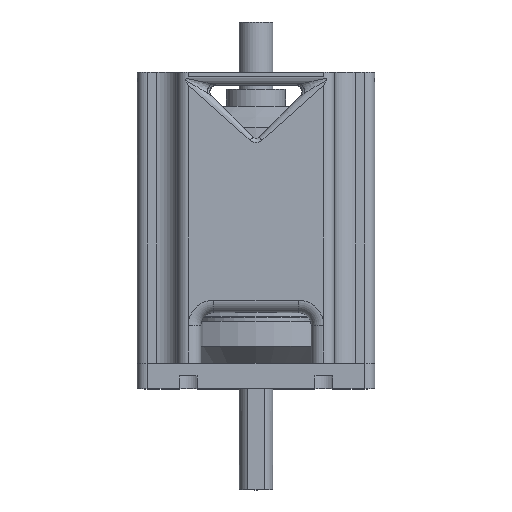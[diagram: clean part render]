
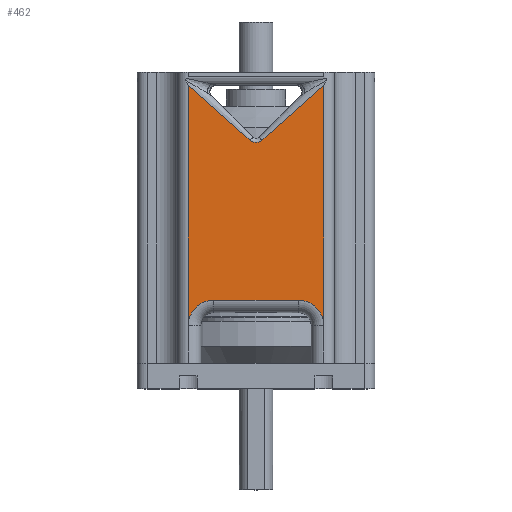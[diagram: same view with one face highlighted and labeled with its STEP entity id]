
A CAD part, top view. The second image highlights one B-rep face of the part: STEP entity #462.
In plain terms, the highlighted planar face has unit normal (0, 0, 1).
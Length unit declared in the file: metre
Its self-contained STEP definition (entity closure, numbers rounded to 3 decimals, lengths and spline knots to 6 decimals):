
#462 = ADVANCED_FACE( '', ( #1118 ), #1119, .F. );
#1118 = FACE_OUTER_BOUND( '', #3197, .T. );
#1119 = PLANE( '', #3198 );
#3197 = EDGE_LOOP( '', ( #9024, #9025, #9026, #9027, #9028, #9029, #9030, #9031 ) );
#3198 = AXIS2_PLACEMENT_3D( '', #9032, #9033, #9034 );
#9024 = ORIENTED_EDGE( '', *, *, #10895, .T. );
#9025 = ORIENTED_EDGE( '', *, *, #10896, .T. );
#9026 = ORIENTED_EDGE( '', *, *, #10897, .F. );
#9027 = ORIENTED_EDGE( '', *, *, #10806, .T. );
#9028 = ORIENTED_EDGE( '', *, *, #10898, .T. );
#9029 = ORIENTED_EDGE( '', *, *, #10899, .T. );
#9030 = ORIENTED_EDGE( '', *, *, #10885, .T. );
#9031 = ORIENTED_EDGE( '', *, *, #10900, .T. );
#9032 = CARTESIAN_POINT( '', ( 0.008035, 0.264327, 0.0282 ) );
#9033 = DIRECTION( '', ( 0., 0., -1. ) );
#9034 = DIRECTION( '', ( -1., 0., 0. ) );
#10806 = EDGE_CURVE( '', #11877, #11882, #11884, .F. );
#10885 = EDGE_CURVE( '', #11993, #11531, #12007, .T. );
#10895 = EDGE_CURVE( '', #12023, #12024, #12025, .F. );
#10896 = EDGE_CURVE( '', #12024, #12026, #12027, .T. );
#10897 = EDGE_CURVE( '', #11877, #12026, #12028, .T. );
#10898 = EDGE_CURVE( '', #11882, #12029, #12030, .T. );
#10899 = EDGE_CURVE( '', #12029, #11993, #12031, .F. );
#10900 = EDGE_CURVE( '', #11531, #12023, #12032, .T. );
#11531 = VERTEX_POINT( '', #13146 );
#11877 = VERTEX_POINT( '', #14227 );
#11882 = VERTEX_POINT( '', #14270 );
#11884 = B_SPLINE_CURVE_WITH_KNOTS( '', 3, ( #14272, #14273, #14274, #14275, #14276, #14277, #14278 ), .UNSPECIFIED., .F., .F., ( 4, 3, 4 ), ( 0.076081, 0.836889, 0.926767 ), .UNSPECIFIED. );
#11993 = VERTEX_POINT( '', #14538 );
#12007 = LINE( '', #14588, #14589 );
#12023 = VERTEX_POINT( '', #14605 );
#12024 = VERTEX_POINT( '', #14606 );
#12025 = LINE( '', #14607, #14608 );
#12026 = VERTEX_POINT( '', #14609 );
#12027 = CIRCLE( '', #14610, 0.006 );
#12028 = LINE( '', #14611, #14612 );
#12029 = VERTEX_POINT( '', #14613 );
#12030 = CIRCLE( '', #14614, 0.002 );
#12031 = B_SPLINE_CURVE_WITH_KNOTS( '', 3, ( #14615, #14616, #14617, #14618, #14619, #14620, #14621 ), .UNSPECIFIED., .F., .F., ( 4, 3, 4 ), ( 0.073233, 0.163111, 0.923919 ), .UNSPECIFIED. );
#12032 = CIRCLE( '', #14622, 0.006 );
#13146 = CARTESIAN_POINT( '', ( -0.01607, 0.009, 0.0282 ) );
#14227 = CARTESIAN_POINT( '', ( 0.01607, 0.065921, 0.0282 ) );
#14270 = CARTESIAN_POINT( '', ( 0.001414, 0.05293, 0.0282 ) );
#14272 = CARTESIAN_POINT( '', ( 0.001414, 0.05293, 0.0282 ) );
#14273 = CARTESIAN_POINT( '', ( 0.005535, 0.057051, 0.0282 ) );
#14274 = CARTESIAN_POINT( '', ( 0.01001, 0.060818, 0.0282 ) );
#14275 = CARTESIAN_POINT( '', ( 0.014484, 0.064586, 0.0282 ) );
#14276 = CARTESIAN_POINT( '', ( 0.015013, 0.065031, 0.0282 ) );
#14277 = CARTESIAN_POINT( '', ( 0.015541, 0.065476, 0.0282 ) );
#14278 = CARTESIAN_POINT( '', ( 0.01607, 0.065921, 0.0282 ) );
#14538 = CARTESIAN_POINT( '', ( -0.01607, 0.065921, 0.0282 ) );
#14588 = CARTESIAN_POINT( '', ( -0.01607, 0.264327, 0.0282 ) );
#14589 = VECTOR( '', #17408, 1. );
#14605 = CARTESIAN_POINT( '', ( -0.01007, 0.015, 0.0282 ) );
#14606 = CARTESIAN_POINT( '', ( 0.01007, 0.015, 0.0282 ) );
#14607 = CARTESIAN_POINT( '', ( 0.01007, 0.015, 0.0282 ) );
#14608 = VECTOR( '', #17427, 1. );
#14609 = CARTESIAN_POINT( '', ( 0.01607, 0.009, 0.0282 ) );
#14610 = AXIS2_PLACEMENT_3D( '', #17428, #17429, #17430 );
#14611 = CARTESIAN_POINT( '', ( 0.01607, 0.264327, 0.0282 ) );
#14612 = VECTOR( '', #17431, 1. );
#14613 = CARTESIAN_POINT( '', ( -0.001414, 0.05293, 0.0282 ) );
#14614 = AXIS2_PLACEMENT_3D( '', #17432, #17433, #17434 );
#14615 = CARTESIAN_POINT( '', ( -0.01607, 0.065921, 0.0282 ) );
#14616 = CARTESIAN_POINT( '', ( -0.015541, 0.065476, 0.0282 ) );
#14617 = CARTESIAN_POINT( '', ( -0.015013, 0.065031, 0.0282 ) );
#14618 = CARTESIAN_POINT( '', ( -0.014484, 0.064586, 0.0282 ) );
#14619 = CARTESIAN_POINT( '', ( -0.01001, 0.060818, 0.0282 ) );
#14620 = CARTESIAN_POINT( '', ( -0.005535, 0.057051, 0.0282 ) );
#14621 = CARTESIAN_POINT( '', ( -0.001414, 0.05293, 0.0282 ) );
#14622 = AXIS2_PLACEMENT_3D( '', #17435, #17436, #17437 );
#17408 = DIRECTION( '', ( 0., -1., 0. ) );
#17427 = DIRECTION( '', ( -1., 0., 0. ) );
#17428 = CARTESIAN_POINT( '', ( 0.01007, 0.009, 0.0282 ) );
#17429 = DIRECTION( '', ( 0., 0., -1. ) );
#17430 = DIRECTION( '', ( -1., 0., 0. ) );
#17431 = DIRECTION( '', ( 0., -1., 0. ) );
#17432 = CARTESIAN_POINT( '', ( 0., 0.054344, 0.0282 ) );
#17433 = DIRECTION( '', ( 0., 0., -1. ) );
#17434 = DIRECTION( '', ( -1., 0., 0. ) );
#17435 = CARTESIAN_POINT( '', ( -0.01007, 0.009, 0.0282 ) );
#17436 = DIRECTION( '', ( 0., 0., -1. ) );
#17437 = DIRECTION( '', ( -1., 0., 0. ) );
